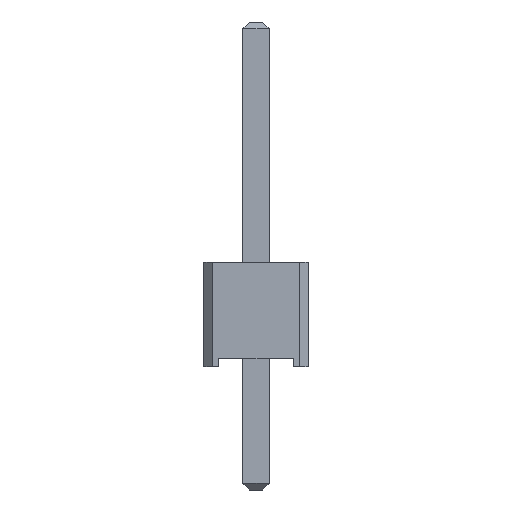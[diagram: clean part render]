
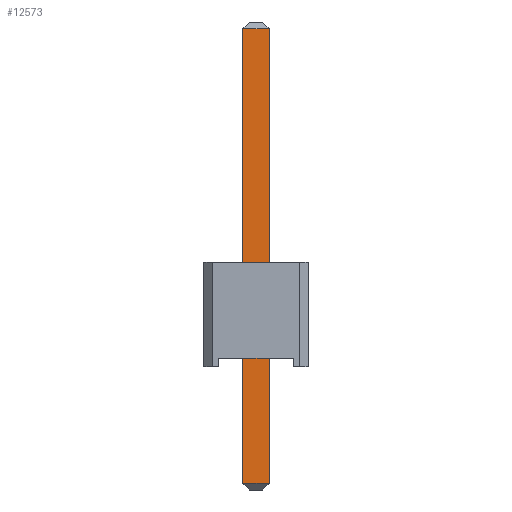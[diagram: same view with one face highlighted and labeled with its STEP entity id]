
A CAD part, left-side view. The second image highlights one B-rep face of the part: STEP entity #12573.
In plain terms, the highlighted planar face has unit normal (-1, 0, 0).
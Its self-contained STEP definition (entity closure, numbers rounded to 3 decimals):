
#12457 = EDGE_CURVE('',#12458,#12460,#12462,.T.);
#12458 = VERTEX_POINT('',#12459);
#12459 = CARTESIAN_POINT('',(-0.32,0.32,-2.84));
#12460 = VERTEX_POINT('',#12461);
#12461 = CARTESIAN_POINT('',(-0.32,0.32,8.22));
#12462 = SURFACE_CURVE('',#12463,(#12467,#12479),.PCURVE_S1.);
#12463 = LINE('',#12464,#12465);
#12464 = CARTESIAN_POINT('',(-0.32,0.32,-3.));
#12465 = VECTOR('',#12466,1.);
#12466 = DIRECTION('',(0.,0.,1.));
#12467 = PCURVE('',#12468,#12473);
#12468 = PLANE('',#12469);
#12469 = AXIS2_PLACEMENT_3D('',#12470,#12471,#12472);
#12470 = CARTESIAN_POINT('',(-0.32,0.32,-3.));
#12471 = DIRECTION('',(0.,1.,0.));
#12472 = DIRECTION('',(1.,0.,0.));
#12473 = DEFINITIONAL_REPRESENTATION('',(#12474),#12478);
#12474 = LINE('',#12475,#12476);
#12475 = CARTESIAN_POINT('',(0.,0.));
#12476 = VECTOR('',#12477,1.);
#12477 = DIRECTION('',(0.,-1.));
#12478 = ( GEOMETRIC_REPRESENTATION_CONTEXT(2) 
PARAMETRIC_REPRESENTATION_CONTEXT() REPRESENTATION_CONTEXT('2D SPACE',''
  ) );
#12479 = PCURVE('',#12480,#12485);
#12480 = PLANE('',#12481);
#12481 = AXIS2_PLACEMENT_3D('',#12482,#12483,#12484);
#12482 = CARTESIAN_POINT('',(-0.32,-0.32,-3.));
#12483 = DIRECTION('',(-1.,0.,0.));
#12484 = DIRECTION('',(0.,1.,0.));
#12485 = DEFINITIONAL_REPRESENTATION('',(#12486),#12490);
#12486 = LINE('',#12487,#12488);
#12487 = CARTESIAN_POINT('',(0.64,0.));
#12488 = VECTOR('',#12489,1.);
#12489 = DIRECTION('',(0.,-1.));
#12490 = ( GEOMETRIC_REPRESENTATION_CONTEXT(2) 
PARAMETRIC_REPRESENTATION_CONTEXT() REPRESENTATION_CONTEXT('2D SPACE',''
  ) );
#12573 = ADVANCED_FACE('',(#12574),#12480,.T.);
#12574 = FACE_BOUND('',#12575,.T.);
#12575 = EDGE_LOOP('',(#12576,#12606,#12632,#12633));
#12576 = ORIENTED_EDGE('',*,*,#12577,.T.);
#12577 = EDGE_CURVE('',#12578,#12580,#12582,.T.);
#12578 = VERTEX_POINT('',#12579);
#12579 = CARTESIAN_POINT('',(-0.32,-0.32,-2.84));
#12580 = VERTEX_POINT('',#12581);
#12581 = CARTESIAN_POINT('',(-0.32,-0.32,8.22));
#12582 = SURFACE_CURVE('',#12583,(#12587,#12594),.PCURVE_S1.);
#12583 = LINE('',#12584,#12585);
#12584 = CARTESIAN_POINT('',(-0.32,-0.32,-3.));
#12585 = VECTOR('',#12586,1.);
#12586 = DIRECTION('',(0.,0.,1.));
#12587 = PCURVE('',#12480,#12588);
#12588 = DEFINITIONAL_REPRESENTATION('',(#12589),#12593);
#12589 = LINE('',#12590,#12591);
#12590 = CARTESIAN_POINT('',(0.,0.));
#12591 = VECTOR('',#12592,1.);
#12592 = DIRECTION('',(0.,-1.));
#12593 = ( GEOMETRIC_REPRESENTATION_CONTEXT(2) 
PARAMETRIC_REPRESENTATION_CONTEXT() REPRESENTATION_CONTEXT('2D SPACE',''
  ) );
#12594 = PCURVE('',#12595,#12600);
#12595 = PLANE('',#12596);
#12596 = AXIS2_PLACEMENT_3D('',#12597,#12598,#12599);
#12597 = CARTESIAN_POINT('',(0.32,-0.32,-3.));
#12598 = DIRECTION('',(0.,-1.,0.));
#12599 = DIRECTION('',(-1.,0.,0.));
#12600 = DEFINITIONAL_REPRESENTATION('',(#12601),#12605);
#12601 = LINE('',#12602,#12603);
#12602 = CARTESIAN_POINT('',(0.64,0.));
#12603 = VECTOR('',#12604,1.);
#12604 = DIRECTION('',(0.,-1.));
#12605 = ( GEOMETRIC_REPRESENTATION_CONTEXT(2) 
PARAMETRIC_REPRESENTATION_CONTEXT() REPRESENTATION_CONTEXT('2D SPACE',''
  ) );
#12606 = ORIENTED_EDGE('',*,*,#12607,.T.);
#12607 = EDGE_CURVE('',#12580,#12460,#12608,.T.);
#12608 = SURFACE_CURVE('',#12609,(#12613,#12620),.PCURVE_S1.);
#12609 = LINE('',#12610,#12611);
#12610 = CARTESIAN_POINT('',(-0.32,-0.32,8.22));
#12611 = VECTOR('',#12612,1.);
#12612 = DIRECTION('',(0.,1.,0.));
#12613 = PCURVE('',#12480,#12614);
#12614 = DEFINITIONAL_REPRESENTATION('',(#12615),#12619);
#12615 = LINE('',#12616,#12617);
#12616 = CARTESIAN_POINT('',(0.,-11.22));
#12617 = VECTOR('',#12618,1.);
#12618 = DIRECTION('',(1.,0.));
#12619 = ( GEOMETRIC_REPRESENTATION_CONTEXT(2) 
PARAMETRIC_REPRESENTATION_CONTEXT() REPRESENTATION_CONTEXT('2D SPACE',''
  ) );
#12620 = PCURVE('',#12621,#12626);
#12621 = PLANE('',#12622);
#12622 = AXIS2_PLACEMENT_3D('',#12623,#12624,#12625);
#12623 = CARTESIAN_POINT('',(-0.24,-0.32,8.3));
#12624 = DIRECTION('',(-0.707,0.,
    0.707));
#12625 = DIRECTION('',(0.,-1.,0.));
#12626 = DEFINITIONAL_REPRESENTATION('',(#12627),#12631);
#12627 = LINE('',#12628,#12629);
#12628 = CARTESIAN_POINT('',(0.,-0.113));
#12629 = VECTOR('',#12630,1.);
#12630 = DIRECTION('',(-1.,0.));
#12631 = ( GEOMETRIC_REPRESENTATION_CONTEXT(2) 
PARAMETRIC_REPRESENTATION_CONTEXT() REPRESENTATION_CONTEXT('2D SPACE',''
  ) );
#12632 = ORIENTED_EDGE('',*,*,#12457,.F.);
#12633 = ORIENTED_EDGE('',*,*,#12634,.F.);
#12634 = EDGE_CURVE('',#12578,#12458,#12635,.T.);
#12635 = SURFACE_CURVE('',#12636,(#12640,#12647),.PCURVE_S1.);
#12636 = LINE('',#12637,#12638);
#12637 = CARTESIAN_POINT('',(-0.32,-0.32,-2.84));
#12638 = VECTOR('',#12639,1.);
#12639 = DIRECTION('',(0.,1.,0.));
#12640 = PCURVE('',#12480,#12641);
#12641 = DEFINITIONAL_REPRESENTATION('',(#12642),#12646);
#12642 = LINE('',#12643,#12644);
#12643 = CARTESIAN_POINT('',(0.,-0.16));
#12644 = VECTOR('',#12645,1.);
#12645 = DIRECTION('',(1.,0.));
#12646 = ( GEOMETRIC_REPRESENTATION_CONTEXT(2) 
PARAMETRIC_REPRESENTATION_CONTEXT() REPRESENTATION_CONTEXT('2D SPACE',''
  ) );
#12647 = PCURVE('',#12648,#12653);
#12648 = PLANE('',#12649);
#12649 = AXIS2_PLACEMENT_3D('',#12650,#12651,#12652);
#12650 = CARTESIAN_POINT('',(-0.24,-0.32,-2.92));
#12651 = DIRECTION('',(0.707,0.,0.707));
#12652 = DIRECTION('',(0.,-1.,0.));
#12653 = DEFINITIONAL_REPRESENTATION('',(#12654),#12658);
#12654 = LINE('',#12655,#12656);
#12655 = CARTESIAN_POINT('',(0.,-0.113));
#12656 = VECTOR('',#12657,1.);
#12657 = DIRECTION('',(-1.,0.));
#12658 = ( GEOMETRIC_REPRESENTATION_CONTEXT(2) 
PARAMETRIC_REPRESENTATION_CONTEXT() REPRESENTATION_CONTEXT('2D SPACE',''
  ) );
